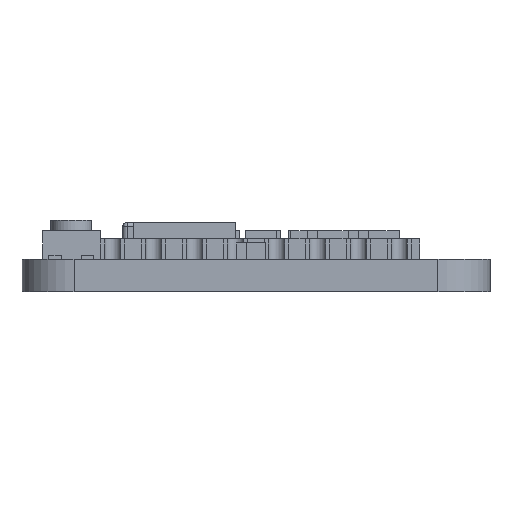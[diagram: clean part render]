
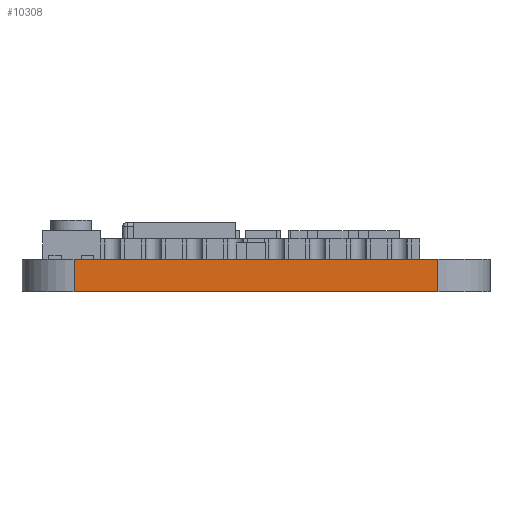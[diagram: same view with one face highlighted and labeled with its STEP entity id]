
A CAD part, left-side view. The second image highlights one B-rep face of the part: STEP entity #10308.
In plain terms, the highlighted planar face has unit normal (-1, 0, 0).
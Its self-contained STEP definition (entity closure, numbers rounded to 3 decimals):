
#403=PLANE('',#11260);
#894=FACE_OUTER_BOUND('',#1465,.T.);
#1465=EDGE_LOOP('',(#7483,#7484,#7485,#7486));
#2342=LINE('',#15686,#3323);
#2343=LINE('',#15689,#3324);
#2344=LINE('',#15691,#3325);
#2345=LINE('',#15692,#3326);
#3323=VECTOR('',#12823,10.);
#3324=VECTOR('',#12826,10.);
#3325=VECTOR('',#12827,10.);
#3326=VECTOR('',#12828,10.);
#4866=VERTEX_POINT('',#15682);
#4867=VERTEX_POINT('',#15684);
#4868=VERTEX_POINT('',#15688);
#4869=VERTEX_POINT('',#15690);
#5938=EDGE_CURVE('',#4866,#4867,#2342,.T.);
#5939=EDGE_CURVE('',#4866,#4868,#2343,.T.);
#5940=EDGE_CURVE('',#4869,#4867,#2344,.T.);
#5941=EDGE_CURVE('',#4868,#4869,#2345,.T.);
#7483=ORIENTED_EDGE('',*,*,#5939,.F.);
#7484=ORIENTED_EDGE('',*,*,#5938,.T.);
#7485=ORIENTED_EDGE('',*,*,#5940,.F.);
#7486=ORIENTED_EDGE('',*,*,#5941,.F.);
#10308=ADVANCED_FACE('',(#894),#403,.T.);
#11260=AXIS2_PLACEMENT_3D('',#15687,#12824,#12825);
#12823=DIRECTION('',(0.,0.,1.));
#12824=DIRECTION('center_axis',(-1.,0.,0.));
#12825=DIRECTION('ref_axis',(0.,-1.,0.));
#12826=DIRECTION('',(0.,1.,0.));
#12827=DIRECTION('',(0.,-1.,0.));
#12828=DIRECTION('',(0.,0.,1.));
#15682=CARTESIAN_POINT('',(0.,2.54,0.));
#15684=CARTESIAN_POINT('',(0.,2.54,1.57));
#15686=CARTESIAN_POINT('',(0.,2.54,0.));
#15687=CARTESIAN_POINT('Origin',(0.,20.32,0.));
#15688=CARTESIAN_POINT('',(0.,20.32,0.));
#15689=CARTESIAN_POINT('',(0.,2.54,0.));
#15690=CARTESIAN_POINT('',(0.,20.32,1.57));
#15691=CARTESIAN_POINT('',(0.,2.54,1.57));
#15692=CARTESIAN_POINT('',(0.,20.32,0.));
